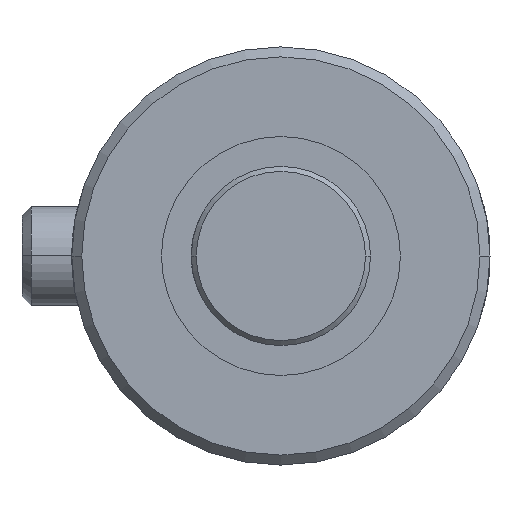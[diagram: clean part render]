
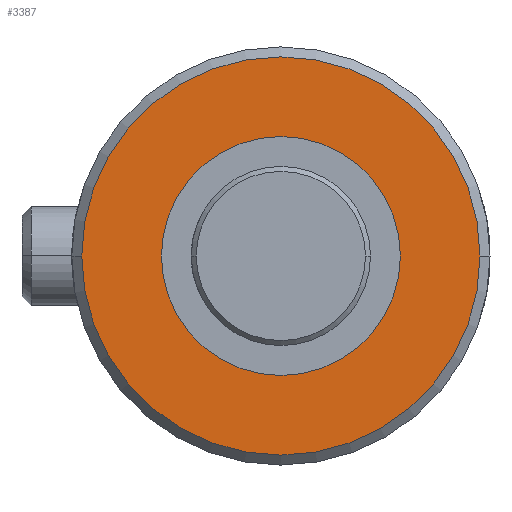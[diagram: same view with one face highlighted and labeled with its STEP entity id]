
A CAD part, left-side view. The second image highlights one B-rep face of the part: STEP entity #3387.
In plain terms, the highlighted planar face has unit normal (-1, 0, 0).
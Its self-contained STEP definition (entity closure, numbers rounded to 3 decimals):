
#2403=CARTESIAN_POINT('',(-25.,0.,0.));
#2404=DIRECTION('',(-1.,0.,0.));
#2405=DIRECTION('',(0.,1.,0.));
#2406=AXIS2_PLACEMENT_3D('',#2403,#2404,#2405);
#2408=CARTESIAN_POINT('',(-25.,0.,0.));
#2409=DIRECTION('',(-1.,0.,0.));
#2410=DIRECTION('',(0.,-1.,0.));
#2411=AXIS2_PLACEMENT_3D('',#2408,#2409,#2410);
#2413=CARTESIAN_POINT('',(-25.,0.,0.));
#2414=DIRECTION('',(1.,0.,0.));
#2415=DIRECTION('',(0.,1.,0.));
#2416=AXIS2_PLACEMENT_3D('',#2413,#2414,#2415);
#2418=CARTESIAN_POINT('',(-25.,0.,0.));
#2419=DIRECTION('',(1.,0.,0.));
#2420=DIRECTION('',(0.,-1.,0.));
#2421=AXIS2_PLACEMENT_3D('',#2418,#2419,#2420);
#3283=CARTESIAN_POINT('',(-25.,20.,0.));
#3284=CARTESIAN_POINT('',(-25.,-20.,0.));
#3285=VERTEX_POINT('',#3283);
#3286=VERTEX_POINT('',#3284);
#3305=CARTESIAN_POINT('',(-25.,11.,0.));
#3306=CARTESIAN_POINT('',(-25.,-11.,0.));
#3307=VERTEX_POINT('',#3305);
#3308=VERTEX_POINT('',#3306);
#3371=CARTESIAN_POINT('',(-25.,0.,0.));
#3372=DIRECTION('',(1.,0.,0.));
#3373=DIRECTION('',(0.,-1.,0.));
#3374=AXIS2_PLACEMENT_3D('',#3371,#3372,#3373);
#3375=PLANE('',#3374);
#3377=ORIENTED_EDGE('',*,*,#3376,.F.);
#3378=ORIENTED_EDGE('',*,*,#3361,.F.);
#3379=EDGE_LOOP('',(#3377,#3378));
#3380=FACE_OUTER_BOUND('',#3379,.F.);
#3382=ORIENTED_EDGE('',*,*,#3381,.F.);
#3384=ORIENTED_EDGE('',*,*,#3383,.F.);
#3385=EDGE_LOOP('',(#3382,#3384));
#3386=FACE_BOUND('',#3385,.F.);
#3387=ADVANCED_FACE('',(#3380,#3386),#3375,.F.);
#2407=CIRCLE('',#2406,20.);
#2412=CIRCLE('',#2411,20.);
#2417=CIRCLE('',#2416,11.);
#2422=CIRCLE('',#2421,11.);
#3361=EDGE_CURVE('',#3286,#3285,#2412,.T.);
#3376=EDGE_CURVE('',#3285,#3286,#2407,.T.);
#3381=EDGE_CURVE('',#3307,#3308,#2417,.T.);
#3383=EDGE_CURVE('',#3308,#3307,#2422,.T.);
